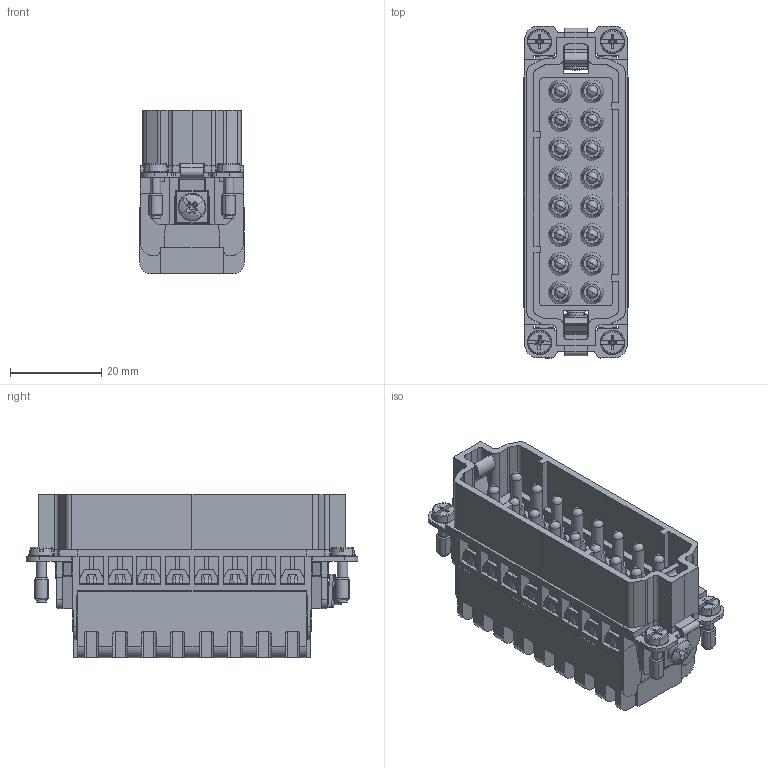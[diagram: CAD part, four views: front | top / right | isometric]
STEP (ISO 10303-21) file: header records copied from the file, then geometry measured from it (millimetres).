
FILE_DESCRIPTION(('CATIA V5 STEP','CAx-IF Rec.Pracs.--- Model Styling and Organization---1.2---2011-12-15'),'2;1');
FILE_NAME ('13439671_2', '2018-08-16T07:36:39+00:00', ('none'), ('Weidmueller'), 'CATIA Version 5-6 Release 2014 SP4 HF52', 'CATIA V5 STEP AP214', 'none');
FILE_SCHEMA(('AUTOMOTIVE_DESIGN { 1 0 10303 214 1 1 1 1 }'));
Products named in the file (1): 1896840000
Bounding box: 22.9 x 72.8 x 35.95 mm (x, y, z)
Volume: 20106.8 mm3; surface area: 32553.1 mm2
Topology: 18 solids, 18 shells, 3828 faces, 11631 edges, 7709 vertices
Faces by surface type: plane 2465, cylinder 1024, torus 152, cone 147, bspline 34, sphere 4, revolution 2
Entity records: 133359 total; most frequent: CARTESIAN_POINT 37937, ORIENTED_EDGE 23232, DIRECTION 14573, EDGE_CURVE 11616, VECTOR 7999, LINE 7999, VERTEX_POINT 7709, AXIS2_PLACEMENT_3D 4416
